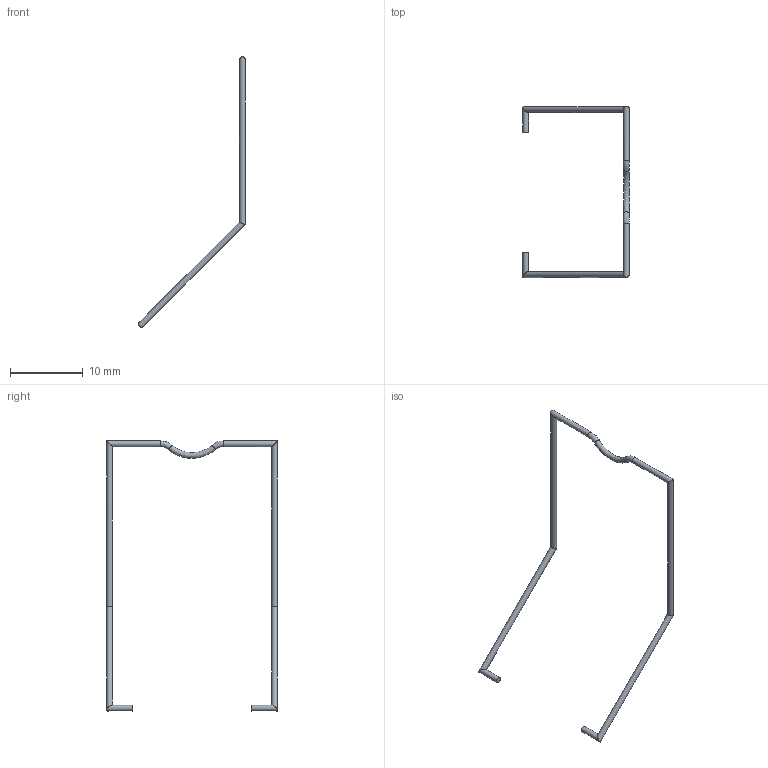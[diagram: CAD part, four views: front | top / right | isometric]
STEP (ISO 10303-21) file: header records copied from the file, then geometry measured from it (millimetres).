
FILE_DESCRIPTION(/* description */ (''),/* implementation_level */ '2;1');
FILE_NAME(/* name */ 'K-35.stp',/* time_stamp */ '2021-01-21T08:37:24+08:00',/* author */ (''),/* organization */ (''),/* preprocessor_version */ 'ST-DEVELOPER v11',/* originating_system */ 'SIEMENS UGS NX 6.0',/* authorisation */ '');
FILE_SCHEMA (('CONFIG_CONTROL_DESIGN'));
Length unit declared in the file: millimetre
Products named in the file (1): K-35
Bounding box: 14.66 x 23.5 x 37.16 mm (x, y, z)
Volume: 57.2 mm3; surface area: 287.2 mm2
Topology: 1 solids, 1 shells, 13 faces, 28 edges, 17 vertices
Faces by surface type: cylinder 8, bspline 3, plane 2
Full cylindrical faces by diameter (mm): 0.8 x8
Entity records: 559 total; most frequent: CARTESIAN_POINT 267, DIRECTION 42, ORIENTED_EDGE 28, EDGE_LOOP 24, FACE_BOUND 22, AXIS2_PLACEMENT_3D 21, VERTEX_POINT 14, EDGE_CURVE 14
